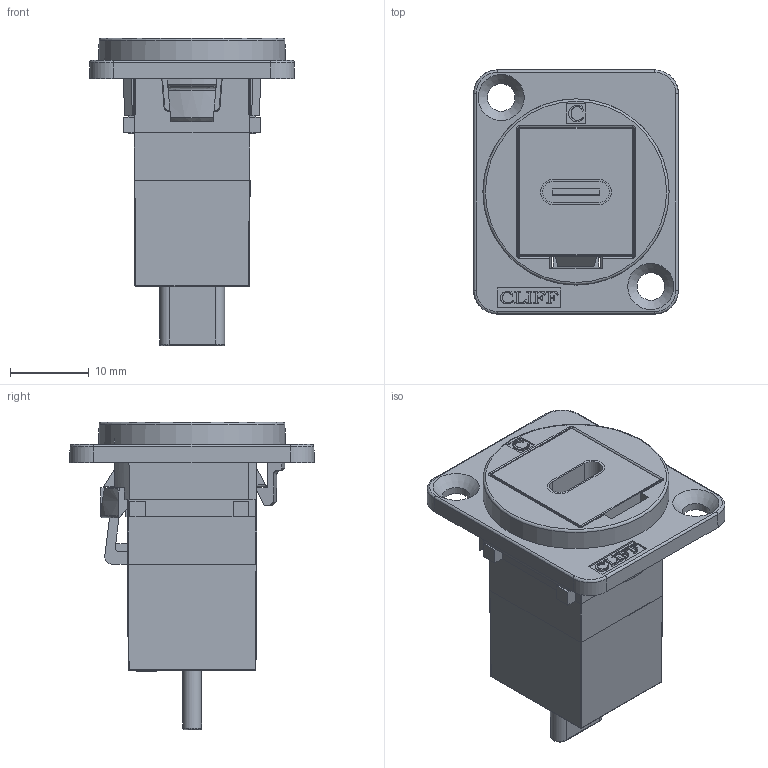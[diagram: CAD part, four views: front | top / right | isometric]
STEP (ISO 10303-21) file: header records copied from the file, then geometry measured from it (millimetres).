
FILE_DESCRIPTION(/* description */ (''),/* implementation_level */ '2;1');
FILE_NAME(/* name */ 'CP30211M F-M USBC csk.stp',/* time_stamp */ '2023-11-20T14:19:39+00:00',/* author */ ('tottley'),/* organization */ (''),/* preprocessor_version */ 'ST-DEVELOPER v18.1',/* originating_system */ 'Autodesk Inventor 2022',/* authorisation */ '');
FILE_SCHEMA (('AUTOMOTIVE_DESIGN { 1 0 10303 214 3 1 1 }'));
Length unit declared in the file: millimetre
Products named in the file (1): CP30211 F-M USBC csk
Bounding box: 26 x 31 x 39 mm (x, y, z)
Volume: 4768.1 mm3; surface area: 9351.7 mm2
Topology: 3 solids, 4 shells, 613 faces, 1671 edges, 1084 vertices
Faces by surface type: plane 415, bspline 100, cylinder 64, cone 16, torus 10, sphere 8
Full cylindrical faces by diameter (mm): 3.5 x2
Entity records: 21300 total; most frequent: CARTESIAN_POINT 5699, ORIENTED_EDGE 3342, DIRECTION 2675, EDGE_CURVE 1671, LINE 1247, VECTOR 1247, VERTEX_POINT 1084, AXIS2_PLACEMENT_3D 714
